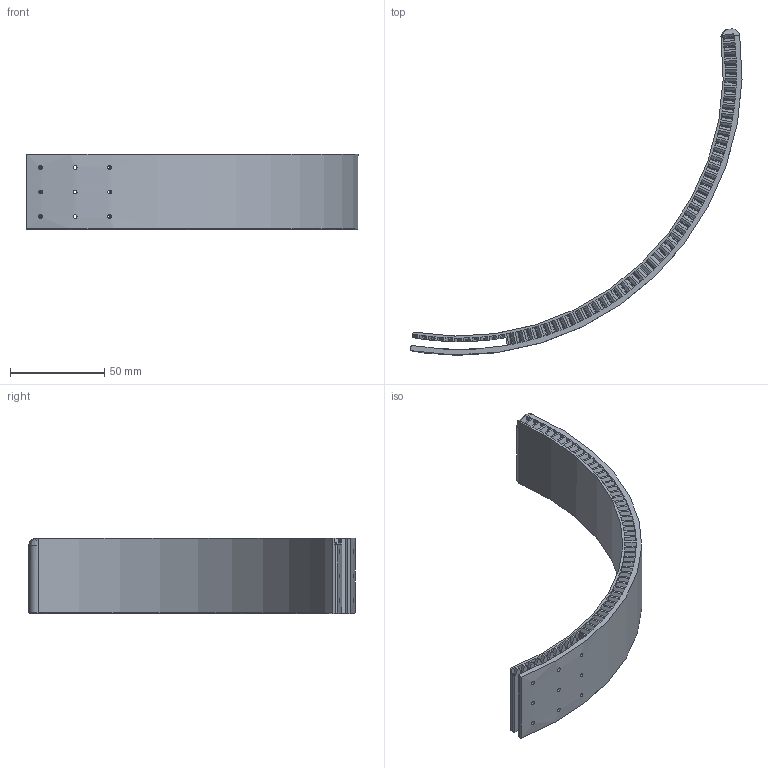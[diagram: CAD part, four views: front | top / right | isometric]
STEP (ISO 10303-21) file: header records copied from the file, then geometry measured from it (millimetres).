
FILE_DESCRIPTION(('FreeCAD Model'),'2;1');
FILE_NAME('Open CASCADE Shape Model','2025-06-18T18:04:24',(''),(''), 'Open CASCADE STEP processor 7.8','FreeCAD','Unknown');
FILE_SCHEMA(('AUTOMOTIVE_DESIGN { 1 0 10303 214 1 1 1 1 }'));
Length unit declared in the file: millimetre
Products named in the file (1): 2-rotor-segmented-in-two--part-2
Bounding box: 175.99 x 172.88 x 40 mm (x, y, z)
Volume: 98891 mm3; surface area: 34027.8 mm2
Topology: 1 solids, 1 shells, 440 faces, 1170 edges, 778 vertices
Faces by surface type: plane 170, cone 120, bspline 117, cylinder 33
Full cylindrical faces by diameter (mm): 2 x12
Entity records: 15922 total; most frequent: CARTESIAN_POINT 5833, ORIENTED_EDGE 2340, DIRECTION 1629, EDGE_CURVE 1170, VERTEX_POINT 778, AXIS2_PLACEMENT_3D 578, FACE_BOUND 522, EDGE_LOOP 522
